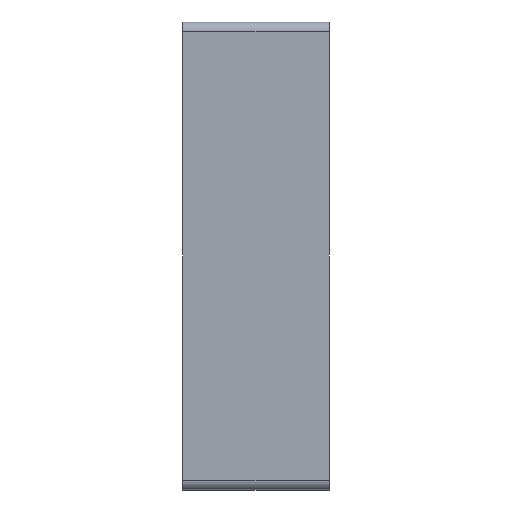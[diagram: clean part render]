
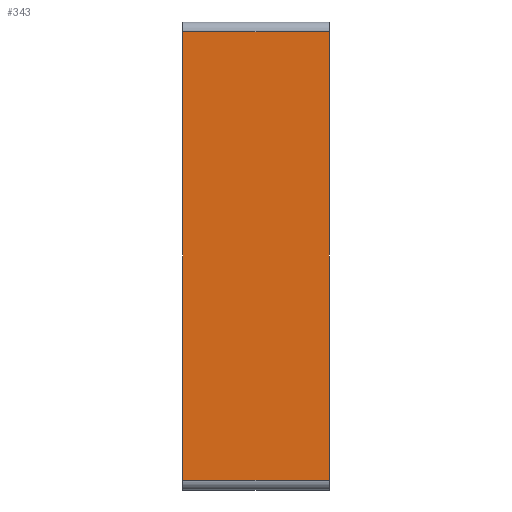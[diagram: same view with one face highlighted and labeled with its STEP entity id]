
A CAD part, left-side view. The second image highlights one B-rep face of the part: STEP entity #343.
In plain terms, the highlighted planar face has unit normal (-1, 0, 0).
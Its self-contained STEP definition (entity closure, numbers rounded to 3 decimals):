
#11 = CARTESIAN_POINT ( 'NONE',  ( -62.5, 30., -46. ) ) ;
#27 = VECTOR ( 'NONE', #1436, 1000. ) ;
#50 = LINE ( 'NONE', #388, #1158 ) ;
#74 = LINE ( 'NONE', #1597, #27 ) ;
#93 = EDGE_CURVE ( 'NONE', #1620, #1337, #418, .T. ) ;
#307 = EDGE_LOOP ( 'NONE', ( #971, #1599, #520, #1098 ) ) ;
#343 = ADVANCED_FACE ( 'NONE', ( #1636 ), #615, .F. ) ;
#356 = VECTOR ( 'NONE', #1647, 1000. ) ;
#373 = DIRECTION ( 'NONE',  ( 0., 0., 1. ) ) ;
#388 = CARTESIAN_POINT ( 'NONE',  ( -62.5, 0., -48. ) ) ;
#418 = LINE ( 'NONE', #1053, #356 ) ;
#473 = CARTESIAN_POINT ( 'NONE',  ( -62.5, 0., 46. ) ) ;
#482 = EDGE_CURVE ( 'NONE', #1347, #1337, #74, .T. ) ;
#520 = ORIENTED_EDGE ( 'NONE', *, *, #563, .T. ) ;
#563 = EDGE_CURVE ( 'NONE', #1953, #1347, #50, .T. ) ;
#577 = VECTOR ( 'NONE', #1533, 1000. ) ;
#603 = CARTESIAN_POINT ( 'NONE',  ( -62.5, 30., -46. ) ) ;
#615 = PLANE ( 'NONE',  #1243 ) ;
#790 = EDGE_CURVE ( 'NONE', #1620, #1953, #980, .T. ) ;
#804 = CARTESIAN_POINT ( 'NONE',  ( -62.5, 30., 46. ) ) ;
#971 = ORIENTED_EDGE ( 'NONE', *, *, #93, .F. ) ;
#980 = LINE ( 'NONE', #603, #577 ) ;
#1053 = CARTESIAN_POINT ( 'NONE',  ( -62.5, 30., -48. ) ) ;
#1098 = ORIENTED_EDGE ( 'NONE', *, *, #482, .T. ) ;
#1158 = VECTOR ( 'NONE', #373, 1000. ) ;
#1230 = DIRECTION ( 'NONE',  ( 0., 0., -1. ) ) ;
#1243 = AXIS2_PLACEMENT_3D ( 'NONE', #1539, #1679, #1230 ) ;
#1337 = VERTEX_POINT ( 'NONE', #804 ) ;
#1347 = VERTEX_POINT ( 'NONE', #473 ) ;
#1436 = DIRECTION ( 'NONE',  ( 0., 1., 0. ) ) ;
#1533 = DIRECTION ( 'NONE',  ( 0., -1., 0. ) ) ;
#1539 = CARTESIAN_POINT ( 'NONE',  ( -62.5, 30., -48. ) ) ;
#1597 = CARTESIAN_POINT ( 'NONE',  ( -62.5, 30., 46. ) ) ;
#1599 = ORIENTED_EDGE ( 'NONE', *, *, #790, .T. ) ;
#1620 = VERTEX_POINT ( 'NONE', #11 ) ;
#1636 = FACE_OUTER_BOUND ( 'NONE', #307, .T. ) ;
#1647 = DIRECTION ( 'NONE',  ( 0., 0., 1. ) ) ;
#1679 = DIRECTION ( 'NONE',  ( 1., 0., 0. ) ) ;
#1745 = CARTESIAN_POINT ( 'NONE',  ( -62.5, 0., -46. ) ) ;
#1953 = VERTEX_POINT ( 'NONE', #1745 ) ;
